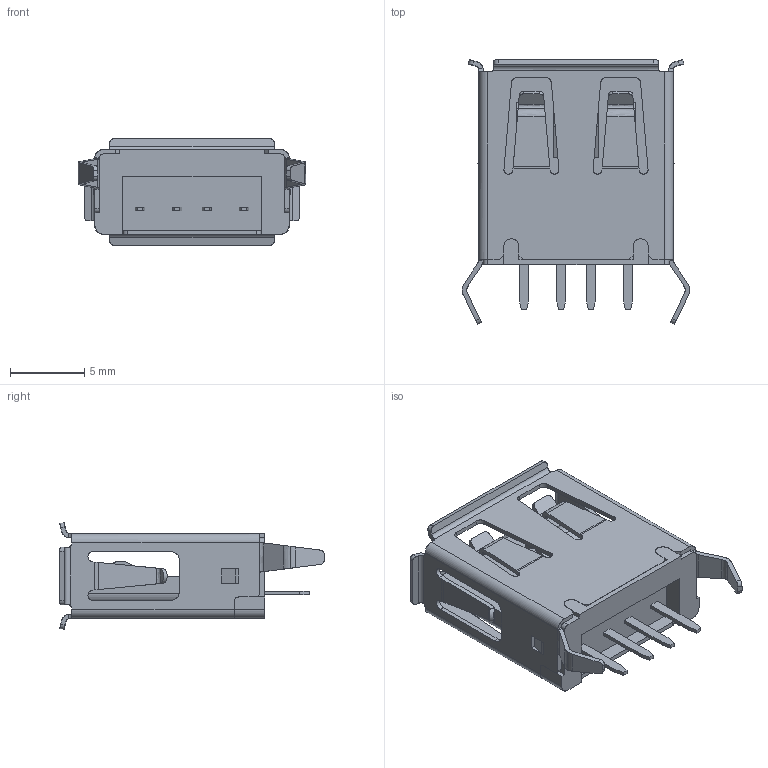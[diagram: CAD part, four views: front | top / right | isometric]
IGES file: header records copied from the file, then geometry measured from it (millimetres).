
Start section: SolidWorks IGES file using analytic representation for surfaces
Global section: file name: KUSBVLX(HT)-AS1N-W.IGS; native system: SolidWorks 2018; preprocessor: SolidWorks 2018; author: Ckelleher; date: 191120.100217; units: millimetre
Bounding box: 15.3 x 17.8 x 7.2 mm (x, y, z)
Surface area: 1250.7 mm2 (no closed solid volume)
Topology: 0 solids, 0 shells, 391 faces, 3135 edges, 3120 vertices
Faces by surface type: bspline 259, revolution 132
